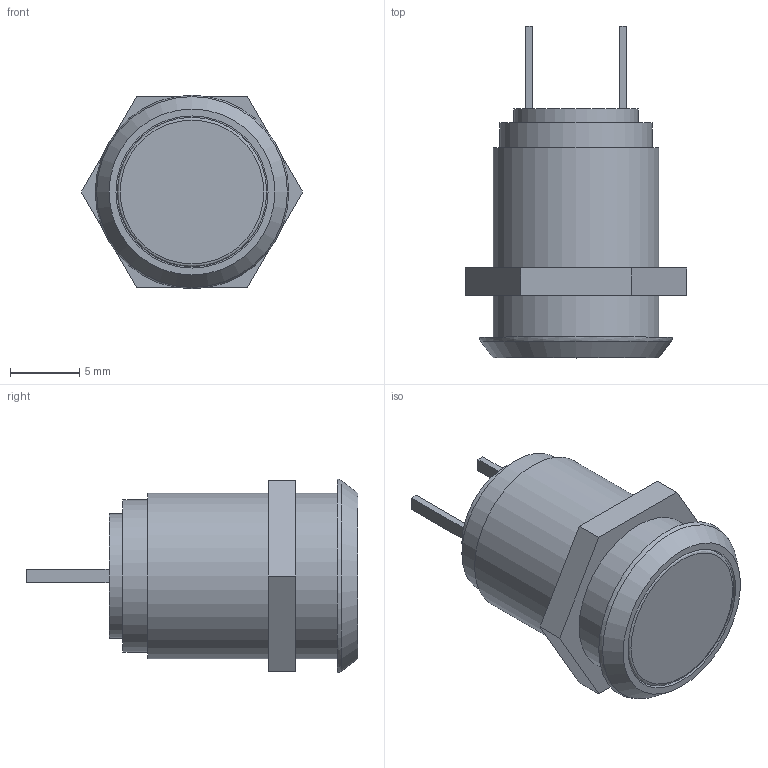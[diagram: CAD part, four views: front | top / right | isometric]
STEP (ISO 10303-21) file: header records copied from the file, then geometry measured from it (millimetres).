
FILE_DESCRIPTION(('FreeCAD Model'),'2;1');
FILE_NAME('Taster_JSANKG-01.step','2021-01-14T22:39:55',('Author'),(''), 'Open CASCADE STEP processor 6.8','FreeCAD','Unknown');
FILE_SCHEMA(('AUTOMOTIVE_DESIGN_CC2 { 1 2 10303 214 -1 1 5 4 }'));
Length unit declared in the file: millimetre
Products named in the file (1): Taster_JSANKG-01
Bounding box: 16 x 24 x 14 mm (x, y, z)
Volume: 2095.6 mm3; surface area: 1177.4 mm2
Topology: 1 solids, 1 shells, 34 faces, 69 edges, 46 vertices
Faces by surface type: plane 25, cylinder 6, revolution 2, cone 1
Full cylindrical faces by diameter (mm): 9 x1, 10.8 x1, 11 x2, 12 x2
Entity records: 1852 total; most frequent: CARTESIAN_POINT 356, DIRECTION 288, LINE 171, VECTOR 171, ORIENTED_EDGE 138, PCURVE 138, DEFINITIONAL_REPRESENTATION 138, EDGE_CURVE 69
